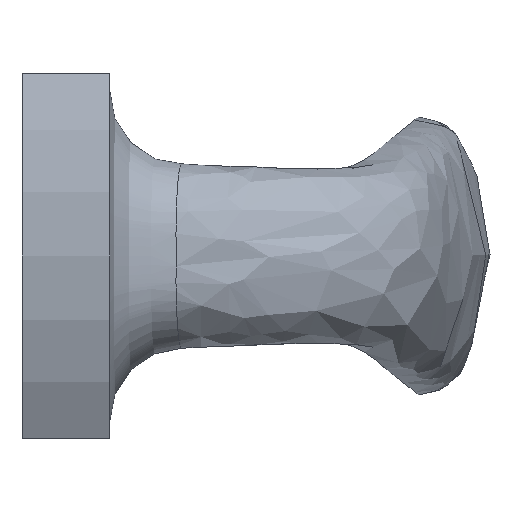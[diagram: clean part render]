
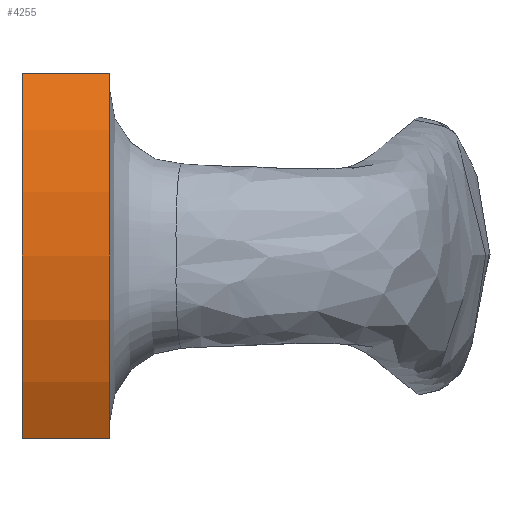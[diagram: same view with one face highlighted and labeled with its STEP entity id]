
A CAD part, left-side view. The second image highlights one B-rep face of the part: STEP entity #4255.
In plain terms, the highlighted free-form (B-spline) face has degree [1, 2] with [2, 3] control points.
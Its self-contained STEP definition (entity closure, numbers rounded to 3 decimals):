
#4059=CARTESIAN_POINT('',(-6.995,0.0,12.5));
#4060=VERTEX_POINT('',#4059);
#4081=CARTESIAN_POINT('',(-6.995,0.0,-12.5));
#4082=VERTEX_POINT('',#4081);
#4088=CARTESIAN_POINT('',(-6.995,0.0,12.5));
#4089=CARTESIAN_POINT('',(-13.374,0.0,0.));
#4090=CARTESIAN_POINT('',(-6.995,0.0,-12.5));
#4098=(BOUNDED_CURVE()B_SPLINE_CURVE(2,(#4088,#4089,#4090),.UNSPECIFIED.,.F.,.U.)CURVE()GEOMETRIC_REPRESENTATION_ITEM()QUASI_UNIFORM_CURVE()RATIONAL_B_SPLINE_CURVE((1.0,0.891,1.0))REPRESENTATION_ITEM(''));
#4099=EDGE_CURVE('',#4060,#4082,#4098,.T.);
#4131=CARTESIAN_POINT('',(-6.995,-6.,12.5));
#4132=VERTEX_POINT('',#4131);
#4138=CARTESIAN_POINT('',(-6.995,-6.,-12.5));
#4139=VERTEX_POINT('',#4138);
#4140=CARTESIAN_POINT('',(-6.995,-6.,12.5));
#4141=CARTESIAN_POINT('',(-13.374,-6.,0.));
#4142=CARTESIAN_POINT('',(-6.995,-6.,-12.5));
#4150=(BOUNDED_CURVE()B_SPLINE_CURVE(2,(#4140,#4141,#4142),.UNSPECIFIED.,.F.,.U.)CURVE()GEOMETRIC_REPRESENTATION_ITEM()QUASI_UNIFORM_CURVE()RATIONAL_B_SPLINE_CURVE((1.0,0.891,1.0))REPRESENTATION_ITEM(''));
#4151=EDGE_CURVE('',#4132,#4139,#4150,.T.);
#4223=CARTESIAN_POINT('',(-6.995,-6.,-12.5));
#4224=CARTESIAN_POINT('',(-6.995,0.0,-12.5));
#4225=QUASI_UNIFORM_CURVE('',1,(#4223,#4224),.UNSPECIFIED.,.F.,.U.);
#4226=EDGE_CURVE('',#4139,#4082,#4225,.T.);
#4231=CARTESIAN_POINT('',(-6.885,-6.15,12.713));
#4232=CARTESIAN_POINT('',(-6.885,0.154,12.713));
#4233=CARTESIAN_POINT('',(-13.813,-6.15,-0.575));
#4234=CARTESIAN_POINT('',(-13.813,0.154,-0.575));
#4235=CARTESIAN_POINT('',(-6.402,-6.15,-13.6));
#4236=CARTESIAN_POINT('',(-6.402,0.154,-13.6));
#4244=(BOUNDED_SURFACE()B_SPLINE_SURFACE(1,2,((#4231,#4233,#4235),(#4232,#4234,#4236)),.UNSPECIFIED.,.F.,.F.,.U.)B_SPLINE_SURFACE_WITH_KNOTS((2,2),(3,3),(0.0,6.304),(0.0,28.026),.UNSPECIFIED.)GEOMETRIC_REPRESENTATION_ITEM()RATIONAL_B_SPLINE_SURFACE(((1.0,0.876,0.996),(1.0,0.876,0.996)))REPRESENTATION_ITEM('')SURFACE());
#4245=ORIENTED_EDGE('',*,*,#4099,.T.);
#4246=ORIENTED_EDGE('',*,*,#4226,.F.);
#4247=ORIENTED_EDGE('',*,*,#4151,.F.);
#4248=CARTESIAN_POINT('',(-6.995,-6.,12.5));
#4249=CARTESIAN_POINT('',(-6.995,0.0,12.5));
#4250=QUASI_UNIFORM_CURVE('',1,(#4248,#4249),.UNSPECIFIED.,.F.,.U.);
#4251=EDGE_CURVE('',#4132,#4060,#4250,.T.);
#4252=ORIENTED_EDGE('',*,*,#4251,.T.);
#4253=EDGE_LOOP('',(#4245,#4246,#4247,#4252));
#4254=FACE_OUTER_BOUND('',#4253,.T.);
#4255=ADVANCED_FACE('',(#4254),#4244,.T.);
